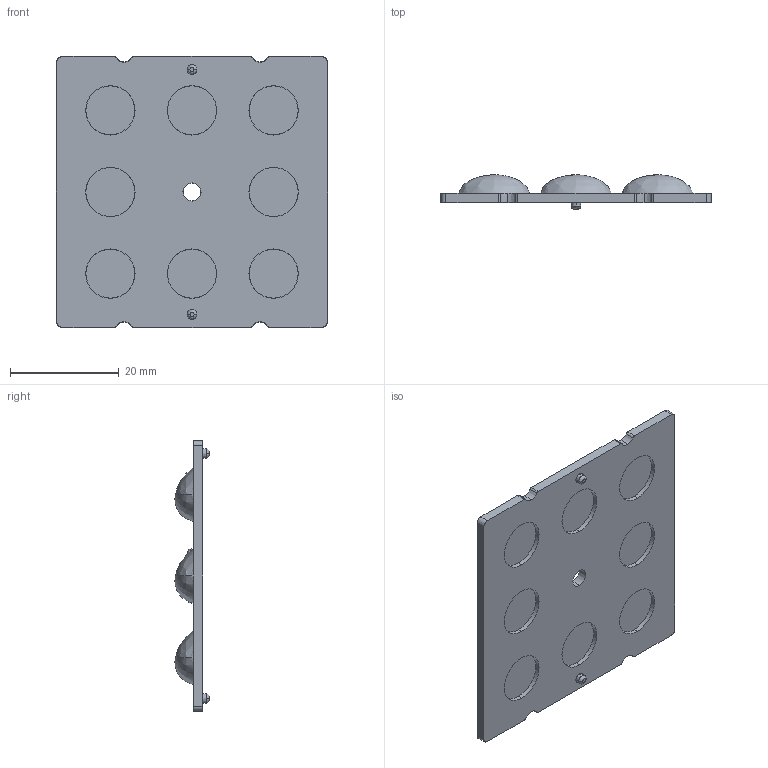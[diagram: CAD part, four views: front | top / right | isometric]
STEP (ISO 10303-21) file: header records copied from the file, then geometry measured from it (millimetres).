
FILE_DESCRIPTION (( 'STEP AP203' ), '1' );
FILE_NAME ('LD5050-8C1-T2M-KH.STP', '2022-11-30T01:17:00', ( 'Windows 蚚誧' ), ( '' ), 'SwSTEP 2.0', 'SolidWorks 2019', '' );
FILE_SCHEMA (( 'CONFIG_CONTROL_DESIGN' ));
Length unit declared in the file: millimetre
Products named in the file (1): LD5050-8C1-T2M-KH
Bounding box: 49.8 x 6.28 x 49.8 mm (x, y, z)
Volume: 5394.3 mm3; surface area: 5841.9 mm2
Topology: 1 solids, 1 shells, 157 faces, 397 edges, 256 vertices
Faces by surface type: bspline 60, plane 47, cone 44, cylinder 4, torus 2
Entity records: 9280 total; most frequent: CARTESIAN_POINT 5803, ORIENTED_EDGE 762, DIRECTION 569, EDGE_CURVE 381, VERTEX_POINT 256, AXIS2_PLACEMENT_3D 206, EDGE_LOOP 189, LINE 157
